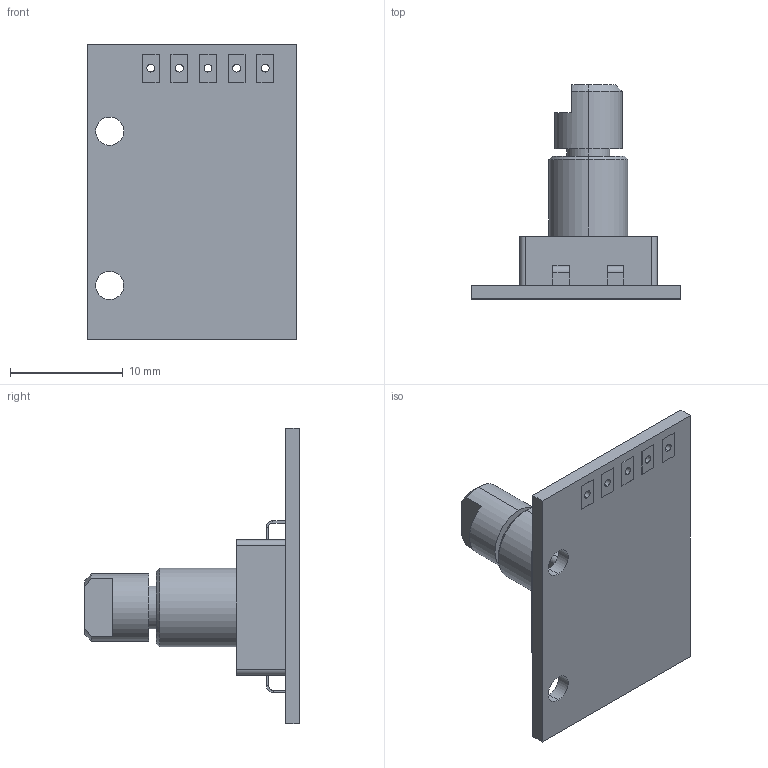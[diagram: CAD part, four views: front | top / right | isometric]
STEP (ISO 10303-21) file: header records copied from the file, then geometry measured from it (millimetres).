
FILE_DESCRIPTION (( 'STEP AP203' ), '1' );
FILE_NAME ('Encoder KY-040.STEP', '2018-09-16T03:04:32', ( '' ), ( '' ), 'SwSTEP 2.0', 'SolidWorks 2017', '' );
FILE_SCHEMA (( 'CONFIG_CONTROL_DESIGN' ));
Length unit declared in the file: millimetre
Products named in the file (1): Encoder KY-040
Bounding box: 18.6 x 19.06 x 26.2 mm (x, y, z)
Volume: 1643.3 mm3; surface area: 1639.6 mm2
Topology: 1 solids, 1 shells, 155 faces, 373 edges, 234 vertices
Faces by surface type: plane 116, cylinder 34, cone 5
Entity records: 4557 total; most frequent: CARTESIAN_POINT 769, DIRECTION 758, ORIENTED_EDGE 746, EDGE_CURVE 373, LINE 296, VECTOR 296, VERTEX_POINT 234, AXIS2_PLACEMENT_3D 231
